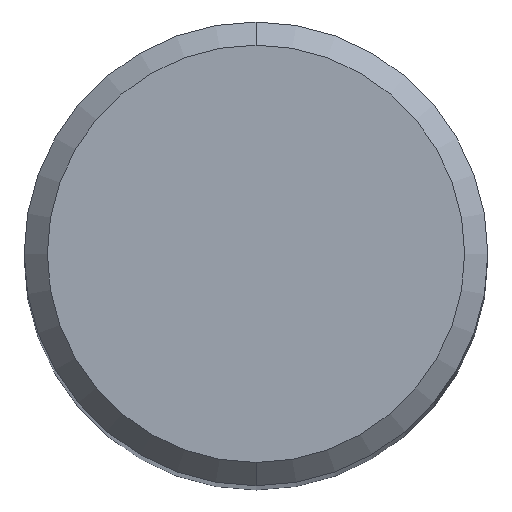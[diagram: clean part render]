
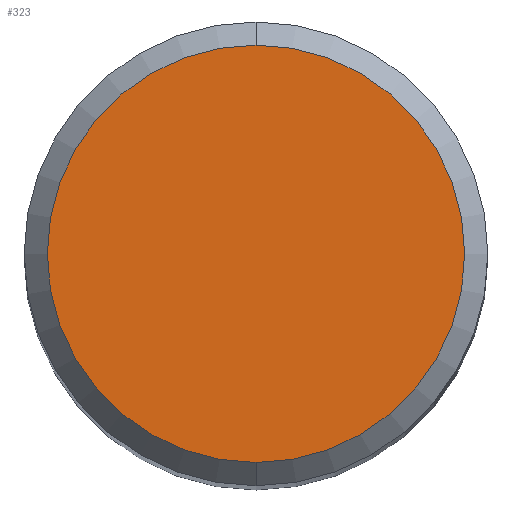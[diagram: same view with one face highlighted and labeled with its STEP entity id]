
A CAD part, top view. The second image highlights one B-rep face of the part: STEP entity #323.
In plain terms, the highlighted planar face has unit normal (0, 0, 1).
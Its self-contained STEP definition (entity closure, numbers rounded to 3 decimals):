
#233=VERTEX_POINT('',#555);
#323=ADVANCED_FACE('',(#652),#653,.T.);
#339=EDGE_CURVE('',#423,#233,#670,.T.);
#423=VERTEX_POINT('',#761);
#465=EDGE_CURVE('',#233,#423,#810,.T.);
#555=CARTESIAN_POINT('',(0.0,4.5,40.0));
#652=FACE_OUTER_BOUND('',#1128,.T.);
#653=PLANE('',#1129);
#670=CIRCLE('',#1175,4.5);
#761=CARTESIAN_POINT('',(0.,-4.5,40.0));
#810=CIRCLE('',#1495,4.5);
#1128=EDGE_LOOP('',(#1693,#1694));
#1129=AXIS2_PLACEMENT_3D('',#1695,#1696,#1697);
#1175=AXIS2_PLACEMENT_3D('',#1706,#1707,#1708);
#1495=AXIS2_PLACEMENT_3D('',#1865,#1866,#1867);
#1693=ORIENTED_EDGE('',*,*,#465,.F.);
#1694=ORIENTED_EDGE('',*,*,#339,.F.);
#1695=CARTESIAN_POINT('',(0.0,2.25,40.0));
#1696=DIRECTION('',(0.0,0.0,1.0));
#1697=DIRECTION('',(0.0,-1.0,0.0));
#1706=CARTESIAN_POINT('',(0.0,0.0,40.0));
#1707=DIRECTION('',(0.0,0.0,-1.0));
#1708=DIRECTION('',(0.0,1.0,0.0));
#1865=CARTESIAN_POINT('',(0.0,0.0,40.0));
#1866=DIRECTION('',(0.0,0.0,-1.0));
#1867=DIRECTION('',(0.0,1.0,0.0));
